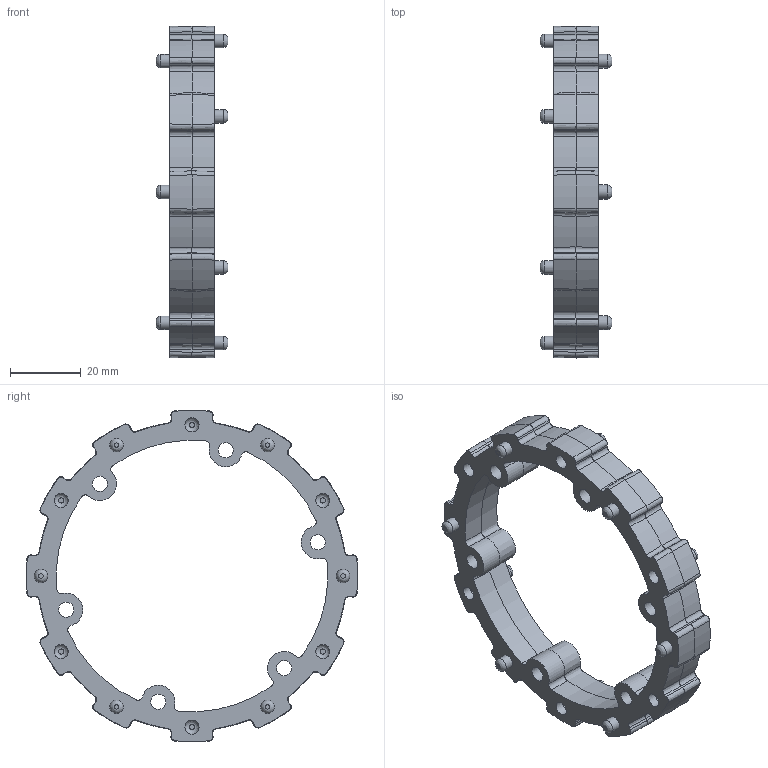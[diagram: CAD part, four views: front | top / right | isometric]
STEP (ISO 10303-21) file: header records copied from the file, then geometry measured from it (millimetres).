
FILE_DESCRIPTION(/* description */ (''),/* implementation_level */ '2;1');
FILE_NAME(/* name */ '217-2588-003 Rev1.ipt.step',/* time_stamp */ '2020-04-16T23:24:40-04:00',/* author */ ('Afnan'),/* organization */ (''),/* preprocessor_version */ 'ST-DEVELOPER v17',/* originating_system */ 'Autodesk Inventor 2019',/* authorisation */ '');
FILE_SCHEMA (('AUTOMOTIVE_DESIGN { 1 0 10303 214 3 1 1 }'));
Length unit declared in the file: inch
Products named in the file (1): 217-2588-003 Rev1
Bounding box: 20.32 x 93.77 x 93.77 mm (x, y, z)
Volume: 25615.2 mm3; surface area: 13758.1 mm2
Topology: 1 solids, 1 shells, 320 faces, 846 edges, 552 vertices
Faces by surface type: bspline 132, plane 74, cone 60, cylinder 54
Full cylindrical faces by diameter (mm): 3.81 x12, 3.988 x12, 4.305 x6
Entity records: 13151 total; most frequent: CARTESIAN_POINT 6107, ORIENTED_EDGE 1692, DIRECTION 1176, EDGE_CURVE 846, VERTEX_POINT 552, AXIS2_PLACEMENT_3D 513, B_SPLINE_CURVE_WITH_KNOTS 372, EDGE_LOOP 358
